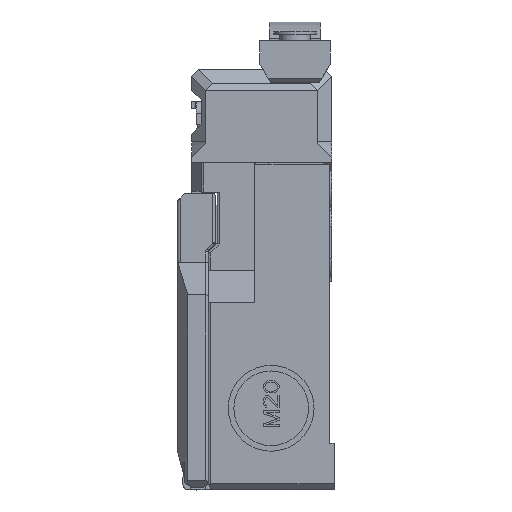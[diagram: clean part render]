
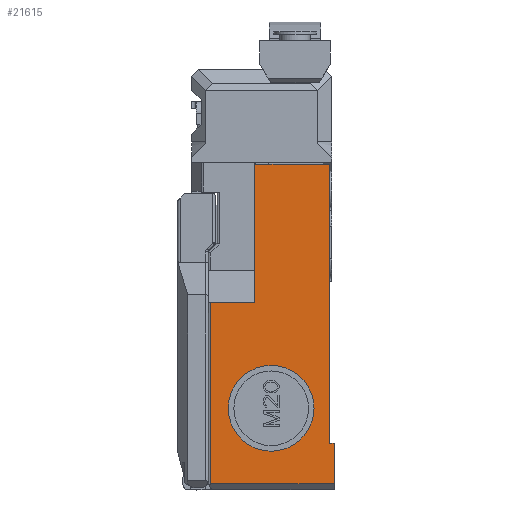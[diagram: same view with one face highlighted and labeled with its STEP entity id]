
A CAD part, left-side view. The second image highlights one B-rep face of the part: STEP entity #21615.
In plain terms, the highlighted planar face has unit normal (-1, 0, 0).
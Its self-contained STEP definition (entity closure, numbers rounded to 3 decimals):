
#1140 = ORIENTED_EDGE ( 'NONE', *, *, #21556, .T. ) ;
#2319 = DIRECTION ( 'NONE',  ( 0., 0., -1. ) ) ;
#3133 = AXIS2_PLACEMENT_3D ( 'NONE', #80388, #41320, #2319 ) ;
#5588 = DIRECTION ( 'NONE',  ( 1., 0., 0. ) ) ;
#6373 = CARTESIAN_POINT ( 'NONE',  ( -26., 1.5, 40.062 ) ) ;
#9622 = ORIENTED_EDGE ( 'NONE', *, *, #33988, .T. ) ;
#9937 = LINE ( 'NONE', #65209, #59903 ) ;
#10554 = EDGE_LOOP ( 'NONE', ( #50751, #37689, #69388, #28725, #22074, #63075, #9622, #53962 ) ) ;
#10667 = FACE_BOUND ( 'NONE', #17916, .T. ) ;
#11082 = DIRECTION ( 'NONE',  ( 0., 1., 0. ) ) ;
#11428 = EDGE_CURVE ( 'NONE', #41246, #20853, #80404, .T. ) ;
#11521 = CARTESIAN_POINT ( 'NONE',  ( -26., 1.5, 69.8 ) ) ;
#12663 = VERTEX_POINT ( 'NONE', #45518 ) ;
#13050 = DIRECTION ( 'NONE',  ( 0., 0., 1. ) ) ;
#17570 = VECTOR ( 'NONE', #58368, 1000. ) ;
#17916 = EDGE_LOOP ( 'NONE', ( #1140, #33857 ) ) ;
#19207 = EDGE_CURVE ( 'NONE', #49201, #58866, #64020, .T. ) ;
#19872 = CARTESIAN_POINT ( 'NONE',  ( -26., -14.5, 10. ) ) ;
#20853 = VERTEX_POINT ( 'NONE', #71162 ) ;
#21556 = EDGE_CURVE ( 'NONE', #20853, #41246, #51406, .T. ) ;
#21615 = ADVANCED_FACE ( 'NONE', ( #10667, #28033 ), #35870, .T. ) ;
#22074 = ORIENTED_EDGE ( 'NONE', *, *, #61501, .T. ) ;
#22502 = CARTESIAN_POINT ( 'NONE',  ( -26., -15.5, 0. ) ) ;
#22849 = VERTEX_POINT ( 'NONE', #70750 ) ;
#23202 = CARTESIAN_POINT ( 'NONE',  ( -26., -14.5, 1.289 ) ) ;
#23713 = LINE ( 'NONE', #23202, #73673 ) ;
#26070 = DIRECTION ( 'NONE',  ( 0., 0., 1. ) ) ;
#26928 = LINE ( 'NONE', #28394, #42169 ) ;
#28033 = FACE_OUTER_BOUND ( 'NONE', #10554, .T. ) ;
#28381 = LINE ( 'NONE', #6373, #43574 ) ;
#28394 = CARTESIAN_POINT ( 'NONE',  ( -26., 11., 51.243 ) ) ;
#28725 = ORIENTED_EDGE ( 'NONE', *, *, #19207, .T. ) ;
#29089 = DIRECTION ( 'NONE',  ( 0., 0., 1. ) ) ;
#30033 = DIRECTION ( 'NONE',  ( 0., -1., 0. ) ) ;
#30286 = VERTEX_POINT ( 'NONE', #82237 ) ;
#31187 = CARTESIAN_POINT ( 'NONE',  ( -26., -14.5, 69.8 ) ) ;
#31376 = VECTOR ( 'NONE', #29089, 1000. ) ;
#31947 = EDGE_CURVE ( 'NONE', #30286, #62163, #28381, .T. ) ;
#32131 = VECTOR ( 'NONE', #76731, 1000. ) ;
#33704 = AXIS2_PLACEMENT_3D ( 'NONE', #68389, #61557, #81496 ) ;
#33857 = ORIENTED_EDGE ( 'NONE', *, *, #11428, .T. ) ;
#33988 = EDGE_CURVE ( 'NONE', #12663, #62163, #80028, .T. ) ;
#34909 = DIRECTION ( 'NONE',  ( 0., 0., 1. ) ) ;
#35870 = PLANE ( 'NONE',  #33704 ) ;
#36974 = CARTESIAN_POINT ( 'NONE',  ( -26., -14.5, 10. ) ) ;
#37689 = ORIENTED_EDGE ( 'NONE', *, *, #39873, .F. ) ;
#39766 = VERTEX_POINT ( 'NONE', #19872 ) ;
#39873 = EDGE_CURVE ( 'NONE', #52468, #22849, #26928, .T. ) ;
#40765 = EDGE_CURVE ( 'NONE', #22849, #30286, #52185, .T. ) ;
#41246 = VERTEX_POINT ( 'NONE', #71197 ) ;
#41320 = DIRECTION ( 'NONE',  ( 1., 0., 0. ) ) ;
#42169 = VECTOR ( 'NONE', #34909, 1000. ) ;
#43574 = VECTOR ( 'NONE', #26070, 1000. ) ;
#44571 = CARTESIAN_POINT ( 'NONE',  ( -26., -2., 17.5 ) ) ;
#45518 = CARTESIAN_POINT ( 'NONE',  ( -26., -14.5, 69.8 ) ) ;
#47918 = VECTOR ( 'NONE', #11082, 1000. ) ;
#49201 = VERTEX_POINT ( 'NONE', #56097 ) ;
#49943 = EDGE_CURVE ( 'NONE', #39766, #12663, #9937, .T. ) ;
#50751 = ORIENTED_EDGE ( 'NONE', *, *, #40765, .F. ) ;
#51089 = DIRECTION ( 'NONE',  ( 0., 0., -1. ) ) ;
#51406 = CIRCLE ( 'NONE', #3133, 9.19 ) ;
#51773 = CARTESIAN_POINT ( 'NONE',  ( -26., -14.5, 40.062 ) ) ;
#52185 = LINE ( 'NONE', #51773, #17570 ) ;
#52468 = VERTEX_POINT ( 'NONE', #73281 ) ;
#53962 = ORIENTED_EDGE ( 'NONE', *, *, #31947, .F. ) ;
#56097 = CARTESIAN_POINT ( 'NONE',  ( -26., -15.5, 1.289 ) ) ;
#57135 = AXIS2_PLACEMENT_3D ( 'NONE', #44571, #5588, #51089 ) ;
#58368 = DIRECTION ( 'NONE',  ( 0., -1., 0. ) ) ;
#58866 = VERTEX_POINT ( 'NONE', #69349 ) ;
#59903 = VECTOR ( 'NONE', #13050, 1000. ) ;
#60360 = EDGE_CURVE ( 'NONE', #52468, #49201, #23713, .T. ) ;
#61501 = EDGE_CURVE ( 'NONE', #58866, #39766, #67409, .T. ) ;
#61557 = DIRECTION ( 'NONE',  ( -1., 0., 0. ) ) ;
#62163 = VERTEX_POINT ( 'NONE', #11521 ) ;
#63075 = ORIENTED_EDGE ( 'NONE', *, *, #49943, .T. ) ;
#64020 = LINE ( 'NONE', #22502, #31376 ) ;
#65209 = CARTESIAN_POINT ( 'NONE',  ( -26., -14.5, 0. ) ) ;
#67409 = LINE ( 'NONE', #36974, #47918 ) ;
#68389 = CARTESIAN_POINT ( 'NONE',  ( -26., -14.5, 0. ) ) ;
#69349 = CARTESIAN_POINT ( 'NONE',  ( -26., -15.5, 10. ) ) ;
#69388 = ORIENTED_EDGE ( 'NONE', *, *, #60360, .T. ) ;
#70750 = CARTESIAN_POINT ( 'NONE',  ( -26., 11., 40.062 ) ) ;
#71162 = CARTESIAN_POINT ( 'NONE',  ( -26., -2., 8.31 ) ) ;
#71197 = CARTESIAN_POINT ( 'NONE',  ( -26., -2., 26.69 ) ) ;
#73281 = CARTESIAN_POINT ( 'NONE',  ( -26., 11., 1.289 ) ) ;
#73673 = VECTOR ( 'NONE', #30033, 1000. ) ;
#76731 = DIRECTION ( 'NONE',  ( 0., 1., 0. ) ) ;
#80028 = LINE ( 'NONE', #31187, #32131 ) ;
#80388 = CARTESIAN_POINT ( 'NONE',  ( -26., -2., 17.5 ) ) ;
#80404 = CIRCLE ( 'NONE', #57135, 9.19 ) ;
#81496 = DIRECTION ( 'NONE',  ( 0., 0., 1. ) ) ;
#82237 = CARTESIAN_POINT ( 'NONE',  ( -26., 1.5, 40.062 ) ) ;
